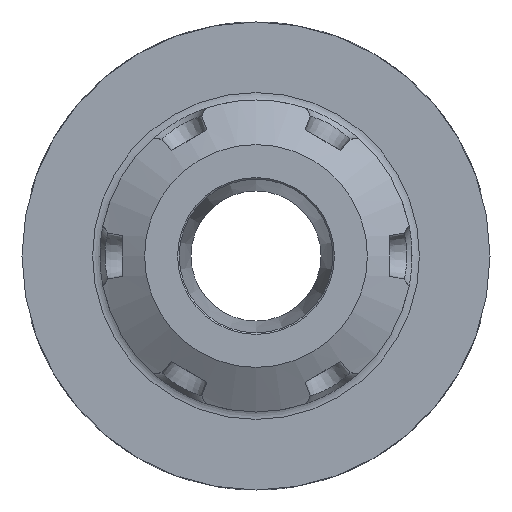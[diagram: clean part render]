
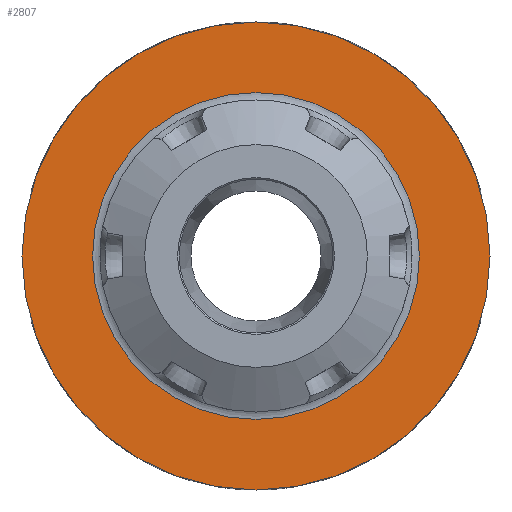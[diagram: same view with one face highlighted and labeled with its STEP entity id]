
A CAD part, left-side view. The second image highlights one B-rep face of the part: STEP entity #2807.
In plain terms, the highlighted planar face has unit normal (-1, 0, 0).
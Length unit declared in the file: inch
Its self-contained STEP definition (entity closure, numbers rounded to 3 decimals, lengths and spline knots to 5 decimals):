
#39=FACE_BOUND('',#634,.T.);
#117=PLANE('',#3094);
#469=FACE_OUTER_BOUND('',#633,.T.);
#633=EDGE_LOOP('',(#2409,#2410));
#634=EDGE_LOOP('',(#2411,#2412));
#982=CIRCLE('',#3092,0.86614);
#983=CIRCLE('',#3093,0.86614);
#984=CIRCLE('',#3095,1.24016);
#985=CIRCLE('',#3096,1.24016);
#1253=VERTEX_POINT('',#6455);
#1254=VERTEX_POINT('',#6457);
#1255=VERTEX_POINT('',#6461);
#1256=VERTEX_POINT('',#6462);
#1658=EDGE_CURVE('',#1254,#1253,#982,.T.);
#1659=EDGE_CURVE('',#1253,#1254,#983,.T.);
#1660=EDGE_CURVE('',#1255,#1256,#984,.T.);
#1661=EDGE_CURVE('',#1256,#1255,#985,.T.);
#2409=ORIENTED_EDGE('',*,*,#1660,.F.);
#2410=ORIENTED_EDGE('',*,*,#1661,.F.);
#2411=ORIENTED_EDGE('',*,*,#1658,.T.);
#2412=ORIENTED_EDGE('',*,*,#1659,.T.);
#2807=ADVANCED_FACE('',(#469,#39),#117,.T.);
#3092=AXIS2_PLACEMENT_3D('',#6458,#3726,#3727);
#3093=AXIS2_PLACEMENT_3D('',#6459,#3728,#3729);
#3094=AXIS2_PLACEMENT_3D('',#6460,#3730,#3731);
#3095=AXIS2_PLACEMENT_3D('',#6463,#3732,#3733);
#3096=AXIS2_PLACEMENT_3D('',#6464,#3734,#3735);
#3726=DIRECTION('center_axis',(1.,0.,0.));
#3727=DIRECTION('ref_axis',(0.,1.,0.));
#3728=DIRECTION('center_axis',(1.,0.,0.));
#3729=DIRECTION('ref_axis',(0.,1.,0.));
#3730=DIRECTION('center_axis',(-1.,0.,0.));
#3731=DIRECTION('ref_axis',(0.,0.,1.));
#3732=DIRECTION('center_axis',(1.,0.,0.));
#3733=DIRECTION('ref_axis',(0.,1.,0.));
#3734=DIRECTION('center_axis',(1.,0.,0.));
#3735=DIRECTION('ref_axis',(0.,1.,0.));
#6455=CARTESIAN_POINT('',(-0.86614,0.,0.86614));
#6457=CARTESIAN_POINT('',(-0.86614,0.86614,0.));
#6458=CARTESIAN_POINT('Origin',(-0.86614,0.,0.));
#6459=CARTESIAN_POINT('Origin',(-0.86614,0.,0.));
#6460=CARTESIAN_POINT('Origin',(-0.86614,1.05315,0.));
#6461=CARTESIAN_POINT('',(-0.86614,1.24016,0.));
#6462=CARTESIAN_POINT('',(-0.86614,-1.24016,0.));
#6463=CARTESIAN_POINT('Origin',(-0.86614,0.,0.));
#6464=CARTESIAN_POINT('Origin',(-0.86614,0.,0.));
